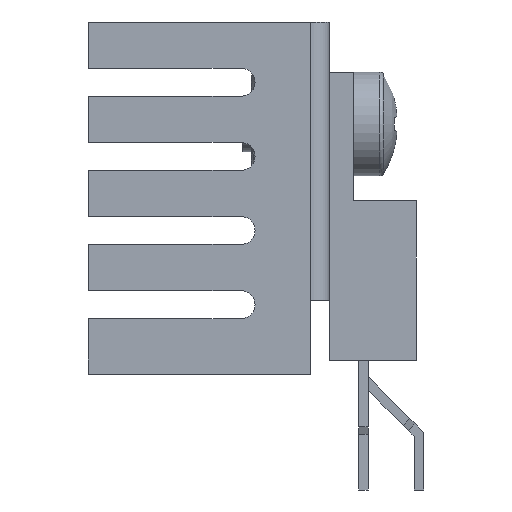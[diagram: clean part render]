
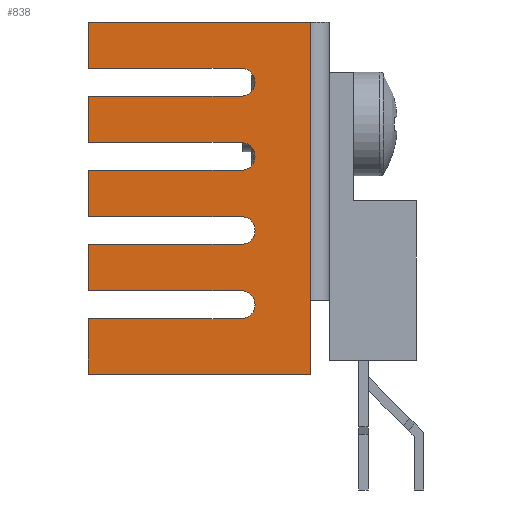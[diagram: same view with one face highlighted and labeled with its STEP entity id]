
A CAD part, front view. The second image highlights one B-rep face of the part: STEP entity #838.
In plain terms, the highlighted face is planar.
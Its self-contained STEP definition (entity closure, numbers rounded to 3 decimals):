
#838=ADVANCED_FACE('',(#2049),#2051,.F.);
#2049=FACE_BOUND('',#2050,.T.);
#2050=EDGE_LOOP('',(#3061,#3062,#3063,#3064,#3065,#3066,#3067,#3068,#3069,#3070,
#3071,#3072,#3073,#3074,#3075,#3076,#3077,#3078,#3079,#3080,#3081));
#2051=PLANE('',#2052);
#2052=AXIS2_PLACEMENT_3D('',#2053,#2054,#2055);
#2053=CARTESIAN_POINT('',(6.5,0.,-5.128));
#2054=DIRECTION('',(-1.,0.,0.));
#2055=DIRECTION('',(0.,0.,1.));
#3061=ORIENTED_EDGE('',*,*,#3664,.T.);
#3062=ORIENTED_EDGE('',*,*,#3665,.T.);
#3063=ORIENTED_EDGE('',*,*,#3599,.F.);
#3064=ORIENTED_EDGE('',*,*,#3666,.F.);
#3065=ORIENTED_EDGE('',*,*,#3667,.F.);
#3066=ORIENTED_EDGE('',*,*,#3668,.T.);
#3067=ORIENTED_EDGE('',*,*,#3669,.F.);
#3068=ORIENTED_EDGE('',*,*,#3609,.F.);
#3069=ORIENTED_EDGE('',*,*,#3670,.T.);
#3070=ORIENTED_EDGE('',*,*,#3671,.T.);
#3071=ORIENTED_EDGE('',*,*,#3672,.T.);
#3072=ORIENTED_EDGE('',*,*,#3605,.F.);
#3073=ORIENTED_EDGE('',*,*,#3673,.T.);
#3074=ORIENTED_EDGE('',*,*,#3674,.T.);
#3075=ORIENTED_EDGE('',*,*,#3675,.T.);
#3076=ORIENTED_EDGE('',*,*,#3601,.F.);
#3077=ORIENTED_EDGE('',*,*,#3676,.T.);
#3078=ORIENTED_EDGE('',*,*,#3677,.T.);
#3079=ORIENTED_EDGE('',*,*,#3678,.T.);
#3080=ORIENTED_EDGE('',*,*,#3593,.F.);
#3081=ORIENTED_EDGE('',*,*,#3679,.T.);
#3593=EDGE_CURVE('',#4031,#4033,#4034,.T.);
#3599=EDGE_CURVE('',#4043,#4038,#4045,.T.);
#3601=EDGE_CURVE('',#4047,#4049,#4050,.T.);
#3605=EDGE_CURVE('',#4055,#4057,#4058,.T.);
#3609=EDGE_CURVE('',#4063,#4065,#4066,.T.);
#3664=EDGE_CURVE('',#4164,#4165,#4166,.T.);
#3665=EDGE_CURVE('',#4165,#4038,#4167,.T.);
#3666=EDGE_CURVE('',#4168,#4043,#4169,.T.);
#3667=EDGE_CURVE('',#4170,#4168,#4171,.T.);
#3668=EDGE_CURVE('',#4170,#4172,#4173,.T.);
#3669=EDGE_CURVE('',#4065,#4172,#4174,.T.);
#3670=EDGE_CURVE('',#4063,#4175,#4176,.T.);
#3671=EDGE_CURVE('',#4175,#4177,#4178,.T.);
#3672=EDGE_CURVE('',#4177,#4057,#4179,.T.);
#3673=EDGE_CURVE('',#4055,#4180,#4181,.T.);
#3674=EDGE_CURVE('',#4180,#4182,#4183,.T.);
#3675=EDGE_CURVE('',#4182,#4049,#4184,.T.);
#3676=EDGE_CURVE('',#4047,#4185,#4186,.T.);
#3677=EDGE_CURVE('',#4185,#4187,#4188,.T.);
#3678=EDGE_CURVE('',#4187,#4033,#4189,.T.);
#3679=EDGE_CURVE('',#4031,#4164,#4190,.T.);
#4031=VERTEX_POINT('',#4860);
#4033=VERTEX_POINT('',#4864);
#4034=LINE('',#4865,#4866);
#4038=VERTEX_POINT('',#4875);
#4043=VERTEX_POINT('',#4884);
#4045=LINE('',#4888,#4889);
#4047=VERTEX_POINT('',#4892);
#4049=VERTEX_POINT('',#4896);
#4050=LINE('',#4897,#4898);
#4055=VERTEX_POINT('',#4908);
#4057=VERTEX_POINT('',#4912);
#4058=LINE('',#4913,#4914);
#4063=VERTEX_POINT('',#4924);
#4065=VERTEX_POINT('',#4928);
#4066=LINE('',#4929,#4930);
#4164=VERTEX_POINT('',#5145);
#4165=VERTEX_POINT('',#5146);
#4166=CIRCLE('',#5147,0.75);
#4167=LINE('',#5151,#5152);
#4168=VERTEX_POINT('',#5154);
#4169=LINE('',#5155,#5156);
#4170=VERTEX_POINT('',#5158);
#4171=LINE('',#5159,#5160);
#4172=VERTEX_POINT('',#5162);
#4173=LINE('',#5163,#5164);
#4174=LINE('',#5166,#5167);
#4175=VERTEX_POINT('',#5169);
#4176=LINE('',#5170,#5171);
#4177=VERTEX_POINT('',#5173);
#4178=CIRCLE('',#5174,0.75);
#4179=LINE('',#5178,#5179);
#4180=VERTEX_POINT('',#5181);
#4181=LINE('',#5182,#5183);
#4182=VERTEX_POINT('',#5185);
#4183=CIRCLE('',#5186,0.75);
#4184=LINE('',#5190,#5191);
#4185=VERTEX_POINT('',#5193);
#4186=LINE('',#5194,#5195);
#4187=VERTEX_POINT('',#5197);
#4188=CIRCLE('',#5198,0.75);
#4189=LINE('',#5202,#5203);
#4190=LINE('',#5205,#5206);
#4860=CARTESIAN_POINT('',(6.5,-7.,13.));
#4864=CARTESIAN_POINT('',(6.5,-4.5,13.));
#4865=CARTESIAN_POINT('',(6.5,-7.,13.));
#4866=VECTOR('',#4867,1.);
#4867=DIRECTION('',(0.,1.,0.));
#4875=CARTESIAN_POINT('',(6.5,-8.5,13.));
#4884=CARTESIAN_POINT('',(6.5,-11.5,13.));
#4888=CARTESIAN_POINT('',(6.5,-11.5,13.));
#4889=VECTOR('',#4890,1.);
#4890=DIRECTION('',(0.,1.,0.));
#4892=CARTESIAN_POINT('',(6.5,-3.,13.));
#4896=CARTESIAN_POINT('',(6.5,-0.5,13.));
#4897=CARTESIAN_POINT('',(6.5,-3.,13.));
#4898=VECTOR('',#4899,1.);
#4899=DIRECTION('',(0.,1.,0.));
#4908=CARTESIAN_POINT('',(6.5,1.,13.));
#4912=CARTESIAN_POINT('',(6.5,3.5,13.));
#4913=CARTESIAN_POINT('',(6.5,1.,13.));
#4914=VECTOR('',#4915,1.);
#4915=DIRECTION('',(0.,1.,0.));
#4924=CARTESIAN_POINT('',(6.5,5.,13.));
#4928=CARTESIAN_POINT('',(6.5,7.5,13.));
#4929=CARTESIAN_POINT('',(6.5,5.,13.));
#4930=VECTOR('',#4931,1.);
#4931=DIRECTION('',(0.,1.,0.));
#5145=CARTESIAN_POINT('',(6.5,-7.,4.75));
#5146=CARTESIAN_POINT('',(6.5,-8.5,4.75));
#5147=AXIS2_PLACEMENT_3D('',#5148,#5149,#5150);
#5148=CARTESIAN_POINT('',(6.5,-7.75,4.75));
#5149=DIRECTION('',(-1.,0.,0.));
#5150=DIRECTION('',(0.,1.,0.));
#5151=CARTESIAN_POINT('',(6.5,-8.5,4.75));
#5152=VECTOR('',#5153,1.);
#5153=DIRECTION('',(0.,0.,1.));
#5154=CARTESIAN_POINT('',(6.5,-11.5,1.));
#5155=CARTESIAN_POINT('',(6.5,-11.5,1.));
#5156=VECTOR('',#5157,1.);
#5157=DIRECTION('',(0.,0.,1.));
#5158=CARTESIAN_POINT('',(6.5,-7.5,1.));
#5159=CARTESIAN_POINT('',(6.5,-7.5,1.));
#5160=VECTOR('',#5161,1.);
#5161=DIRECTION('',(0.,-1.,0.));
#5162=CARTESIAN_POINT('',(6.5,7.5,1.));
#5163=CARTESIAN_POINT('',(6.5,-7.5,1.));
#5164=VECTOR('',#5165,1.);
#5165=DIRECTION('',(0.,1.,0.));
#5166=CARTESIAN_POINT('',(6.5,7.5,13.));
#5167=VECTOR('',#5168,1.);
#5168=DIRECTION('',(0.,0.,-1.));
#5169=CARTESIAN_POINT('',(6.5,5.,4.75));
#5170=CARTESIAN_POINT('',(6.5,5.,13.));
#5171=VECTOR('',#5172,1.);
#5172=DIRECTION('',(0.,0.,-1.));
#5173=CARTESIAN_POINT('',(6.5,3.5,4.75));
#5174=AXIS2_PLACEMENT_3D('',#5175,#5176,#5177);
#5175=CARTESIAN_POINT('',(6.5,4.25,4.75));
#5176=DIRECTION('',(-1.,0.,0.));
#5177=DIRECTION('',(0.,1.,0.));
#5178=CARTESIAN_POINT('',(6.5,3.5,4.75));
#5179=VECTOR('',#5180,1.);
#5180=DIRECTION('',(0.,0.,1.));
#5181=CARTESIAN_POINT('',(6.5,1.,4.75));
#5182=CARTESIAN_POINT('',(6.5,1.,13.));
#5183=VECTOR('',#5184,1.);
#5184=DIRECTION('',(0.,0.,-1.));
#5185=CARTESIAN_POINT('',(6.5,-0.5,4.75));
#5186=AXIS2_PLACEMENT_3D('',#5187,#5188,#5189);
#5187=CARTESIAN_POINT('',(6.5,0.25,4.75));
#5188=DIRECTION('',(-1.,0.,0.));
#5189=DIRECTION('',(0.,1.,0.));
#5190=CARTESIAN_POINT('',(6.5,-0.5,4.75));
#5191=VECTOR('',#5192,1.);
#5192=DIRECTION('',(0.,0.,1.));
#5193=CARTESIAN_POINT('',(6.5,-3.,4.75));
#5194=CARTESIAN_POINT('',(6.5,-3.,13.));
#5195=VECTOR('',#5196,1.);
#5196=DIRECTION('',(0.,0.,-1.));
#5197=CARTESIAN_POINT('',(6.5,-4.5,4.75));
#5198=AXIS2_PLACEMENT_3D('',#5199,#5200,#5201);
#5199=CARTESIAN_POINT('',(6.5,-3.75,4.75));
#5200=DIRECTION('',(-1.,0.,0.));
#5201=DIRECTION('',(0.,1.,0.));
#5202=CARTESIAN_POINT('',(6.5,-4.5,4.75));
#5203=VECTOR('',#5204,1.);
#5204=DIRECTION('',(0.,0.,1.));
#5205=CARTESIAN_POINT('',(6.5,-7.,13.));
#5206=VECTOR('',#5207,1.);
#5207=DIRECTION('',(0.,0.,-1.));
